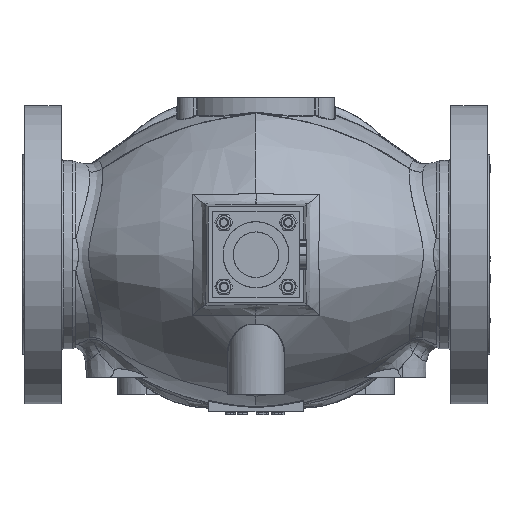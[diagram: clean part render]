
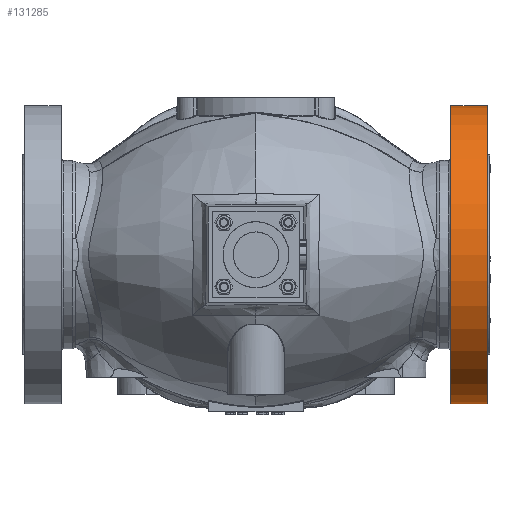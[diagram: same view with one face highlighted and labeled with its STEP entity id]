
A CAD part, front view. The second image highlights one B-rep face of the part: STEP entity #131285.
In plain terms, the highlighted cylindrical face has radius 95 mm (diameter 190 mm), a partial arc.
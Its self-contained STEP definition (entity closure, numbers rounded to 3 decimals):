
#763 = CARTESIAN_POINT ( 'NONE',  ( 124., 0., 95. ) ) ;
#8944 = CARTESIAN_POINT ( 'NONE',  ( 147.4, 0., 0. ) ) ;
#11315 = VERTEX_POINT ( 'NONE', #148044 ) ;
#13734 = CARTESIAN_POINT ( 'NONE',  ( 118.5, 0., 0. ) ) ;
#14225 = DIRECTION ( 'NONE',  ( 0., 0., -1. ) ) ;
#15583 = VECTOR ( 'NONE', #32269, 1000. ) ;
#19737 = ORIENTED_EDGE ( 'NONE', *, *, #40078, .T. ) ;
#20612 = DIRECTION ( 'NONE',  ( 0., 0., -1. ) ) ;
#32269 = DIRECTION ( 'NONE',  ( -1., 0., 0. ) ) ;
#34645 = CARTESIAN_POINT ( 'NONE',  ( 118.5, 0., -95. ) ) ;
#34906 = CARTESIAN_POINT ( 'NONE',  ( 124., 0., 0. ) ) ;
#38737 = ORIENTED_EDGE ( 'NONE', *, *, #90660, .T. ) ;
#40078 = EDGE_CURVE ( 'NONE', #105266, #113217, #57913, .T. ) ;
#42765 = LINE ( 'NONE', #90025, #15583 ) ;
#46562 = DIRECTION ( 'NONE',  ( 0., 0., -1. ) ) ;
#47594 = CYLINDRICAL_SURFACE ( 'NONE', #48706, 95. ) ;
#48706 = AXIS2_PLACEMENT_3D ( 'NONE', #13734, #117609, #14225 ) ;
#57913 = CIRCLE ( 'NONE', #64032, 95. ) ;
#63391 = CIRCLE ( 'NONE', #78865, 95. ) ;
#64032 = AXIS2_PLACEMENT_3D ( 'NONE', #34906, #115991, #46562 ) ;
#66827 = VERTEX_POINT ( 'NONE', #136541 ) ;
#67404 = ORIENTED_EDGE ( 'NONE', *, *, #121048, .T. ) ;
#68091 = DIRECTION ( 'NONE',  ( 1., 0., 0. ) ) ;
#78865 = AXIS2_PLACEMENT_3D ( 'NONE', #8944, #90010, #20612 ) ;
#90010 = DIRECTION ( 'NONE',  ( -1., 0., 0. ) ) ;
#90025 = CARTESIAN_POINT ( 'NONE',  ( 118.5, 0., 95. ) ) ;
#90660 = EDGE_CURVE ( 'NONE', #11315, #66827, #63391, .T. ) ;
#105266 = VERTEX_POINT ( 'NONE', #763 ) ;
#110424 = LINE ( 'NONE', #34645, #114062 ) ;
#112926 = FACE_OUTER_BOUND ( 'NONE', #132508, .T. ) ;
#113217 = VERTEX_POINT ( 'NONE', #119028 ) ;
#114062 = VECTOR ( 'NONE', #68091, 1000. ) ;
#115405 = ORIENTED_EDGE ( 'NONE', *, *, #150345, .T. ) ;
#115991 = DIRECTION ( 'NONE',  ( 1., 0., 0. ) ) ;
#117609 = DIRECTION ( 'NONE',  ( 1., 0., 0. ) ) ;
#119028 = CARTESIAN_POINT ( 'NONE',  ( 124., 0., -95. ) ) ;
#121048 = EDGE_CURVE ( 'NONE', #66827, #105266, #42765, .T. ) ;
#131285 = ADVANCED_FACE ( 'NONE', ( #112926 ), #47594, .T. ) ;
#132508 = EDGE_LOOP ( 'NONE', ( #115405, #38737, #67404, #19737 ) ) ;
#136541 = CARTESIAN_POINT ( 'NONE',  ( 147.4, 0., 95. ) ) ;
#148044 = CARTESIAN_POINT ( 'NONE',  ( 147.4, 0., -95. ) ) ;
#150345 = EDGE_CURVE ( 'NONE', #113217, #11315, #110424, .T. ) ;
